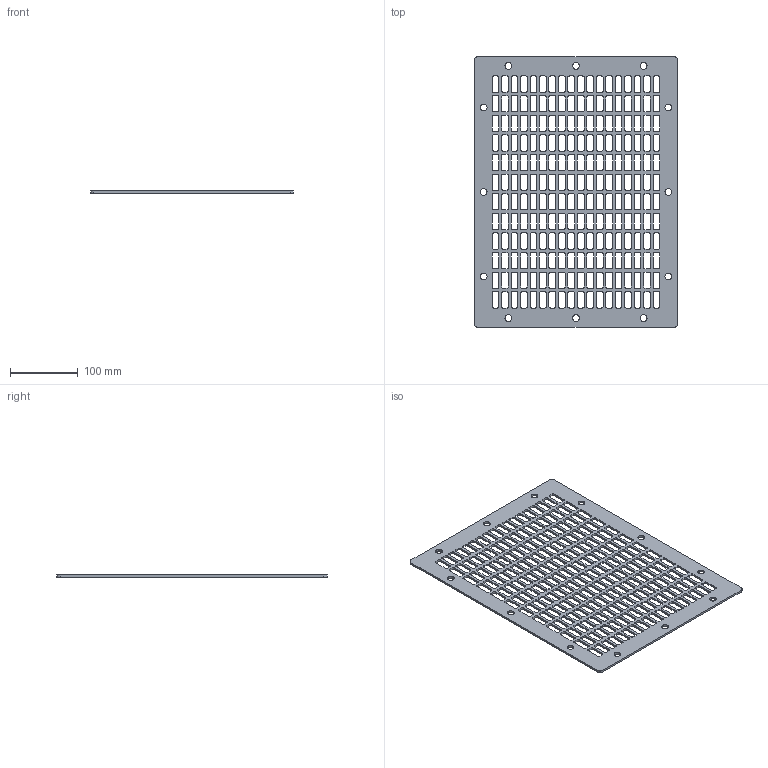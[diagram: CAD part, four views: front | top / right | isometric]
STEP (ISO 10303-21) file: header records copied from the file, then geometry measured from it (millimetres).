
FILE_DESCRIPTION (( 'STEP AP203' ), '1' );
FILE_NAME ('5RE7525_Outlet Guard AL 355.STEP', '2022-03-02T15:15:01', ( '' ), ( '' ), 'SwSTEP 2.0', 'SolidWorks 2018', '' );
FILE_SCHEMA (( 'CONFIG_CONTROL_DESIGN' ));
Length unit declared in the file: millimetre
Products named in the file (1): 5RE7525_Outlet Guard AL 355
Bounding box: 300 x 400 x 3 mm (x, y, z)
Volume: 203813.2 mm3; surface area: 183019.7 mm2
Topology: 1 solids, 1 shells, 1762 faces, 5280 edges, 3520 vertices
Faces by surface type: cylinder 892, plane 870
Entity records: 60877 total; most frequent: DIRECTION 10590, CARTESIAN_POINT 10563, ORIENTED_EDGE 10560, EDGE_CURVE 5280, AXIS2_PLACEMENT_3D 3547, VERTEX_POINT 3520, VECTOR 3496, LINE 3496
